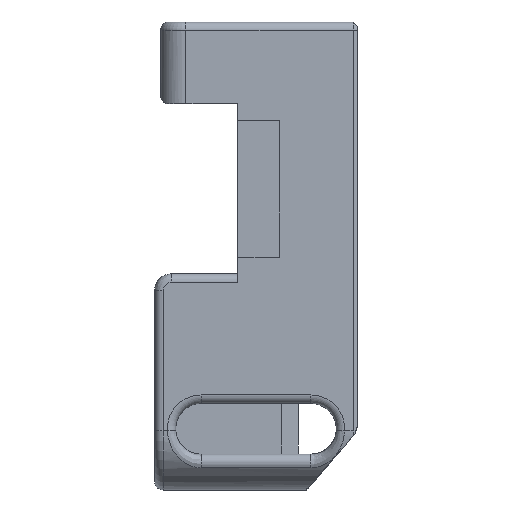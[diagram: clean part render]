
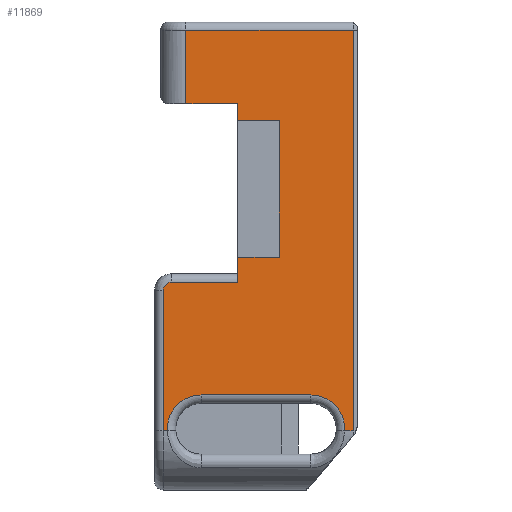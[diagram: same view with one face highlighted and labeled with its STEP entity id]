
A CAD part, front view. The second image highlights one B-rep face of the part: STEP entity #11869.
In plain terms, the highlighted planar face has unit normal (0, -1, 0).
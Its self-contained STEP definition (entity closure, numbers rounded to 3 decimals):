
#1039=PLANE('',#12984);
#1685=FACE_OUTER_BOUND('',#2364,.T.);
#2364=EDGE_LOOP('',(#11067,#11068,#11069,#11070,#11071,#11072,#11073,#11074,
#11075,#11076,#11077,#11078,#11079,#11080,#11081,#11082,#11083));
#2785=LINE('',#24434,#3817);
#2793=LINE('',#24453,#3825);
#2819=LINE('',#24552,#3851);
#2933=LINE('',#24932,#3965);
#2977=LINE('',#25101,#4009);
#2997=LINE('',#25142,#4029);
#3157=LINE('',#25617,#4189);
#3158=LINE('',#25618,#4190);
#3164=LINE('',#25632,#4196);
#3352=LINE('',#27499,#4384);
#3353=LINE('',#27508,#4385);
#3362=LINE('',#27554,#4394);
#3364=LINE('',#27559,#4396);
#3387=LINE('',#27933,#4419);
#3817=VECTOR('',#14363,10.);
#3825=VECTOR('',#14377,10.);
#3851=VECTOR('',#14483,10.);
#3965=VECTOR('',#14761,10.);
#4009=VECTOR('',#14863,10.);
#4029=VECTOR('',#14897,10.);
#4189=VECTOR('',#15287,10.);
#4190=VECTOR('',#15288,10.);
#4196=VECTOR('',#15302,10.);
#4384=VECTOR('',#15958,10.);
#4385=VECTOR('',#15961,10.);
#4394=VECTOR('',#15996,10.);
#4396=VECTOR('',#16002,10.);
#4419=VECTOR('',#16101,10.);
#4787=CIRCLE('',#12890,1.);
#4799=CIRCLE('',#12920,4.);
#4805=CIRCLE('',#12928,4.);
#5272=VERTEX_POINT('',#24431);
#5273=VERTEX_POINT('',#24433);
#5281=VERTEX_POINT('',#24451);
#5308=VERTEX_POINT('',#24531);
#5425=VERTEX_POINT('',#24929);
#5426=VERTEX_POINT('',#24931);
#5461=VERTEX_POINT('',#25098);
#5462=VERTEX_POINT('',#25100);
#5600=VERTEX_POINT('',#25615);
#5604=VERTEX_POINT('',#25631);
#5850=VERTEX_POINT('',#27489);
#5852=VERTEX_POINT('',#27498);
#5853=VERTEX_POINT('',#27507);
#5861=VERTEX_POINT('',#27548);
#5862=VERTEX_POINT('',#27550);
#5892=VERTEX_POINT('',#27809);
#5897=VERTEX_POINT('',#27928);
#6633=EDGE_CURVE('',#5272,#5273,#2785,.T.);
#6643=EDGE_CURVE('',#5281,#5272,#2793,.T.);
#6690=EDGE_CURVE('',#5273,#5308,#2819,.T.);
#6845=EDGE_CURVE('',#5425,#5426,#2933,.T.);
#6902=EDGE_CURVE('',#5461,#5462,#2977,.T.);
#6925=EDGE_CURVE('',#5462,#5425,#2997,.T.);
#7132=EDGE_CURVE('',#5600,#5461,#3157,.T.);
#7133=EDGE_CURVE('',#5426,#5281,#3158,.T.);
#7141=EDGE_CURVE('',#5308,#5604,#3164,.T.);
#7520=EDGE_CURVE('',#5850,#5852,#3352,.T.);
#7523=EDGE_CURVE('',#5604,#5853,#3353,.T.);
#7539=EDGE_CURVE('',#5862,#5861,#4787,.T.);
#7540=EDGE_CURVE('',#5861,#5600,#3362,.T.);
#7543=EDGE_CURVE('',#5852,#5862,#3364,.T.);
#7591=EDGE_CURVE('',#5892,#5850,#4799,.T.);
#7600=EDGE_CURVE('',#5853,#5897,#4805,.T.);
#7603=EDGE_CURVE('',#5897,#5892,#3387,.T.);
#11067=ORIENTED_EDGE('',*,*,#7132,.F.);
#11068=ORIENTED_EDGE('',*,*,#7540,.F.);
#11069=ORIENTED_EDGE('',*,*,#7539,.F.);
#11070=ORIENTED_EDGE('',*,*,#7543,.F.);
#11071=ORIENTED_EDGE('',*,*,#7520,.F.);
#11072=ORIENTED_EDGE('',*,*,#7591,.F.);
#11073=ORIENTED_EDGE('',*,*,#7603,.F.);
#11074=ORIENTED_EDGE('',*,*,#7600,.F.);
#11075=ORIENTED_EDGE('',*,*,#7523,.F.);
#11076=ORIENTED_EDGE('',*,*,#7141,.F.);
#11077=ORIENTED_EDGE('',*,*,#6690,.F.);
#11078=ORIENTED_EDGE('',*,*,#6633,.F.);
#11079=ORIENTED_EDGE('',*,*,#6643,.F.);
#11080=ORIENTED_EDGE('',*,*,#7133,.F.);
#11081=ORIENTED_EDGE('',*,*,#6845,.F.);
#11082=ORIENTED_EDGE('',*,*,#6925,.F.);
#11083=ORIENTED_EDGE('',*,*,#6902,.F.);
#11869=ADVANCED_FACE('',(#1685),#1039,.F.);
#12890=AXIS2_PLACEMENT_3D('',#27552,#15992,#15993);
#12920=AXIS2_PLACEMENT_3D('',#27811,#16076,#16077);
#12928=AXIS2_PLACEMENT_3D('',#27929,#16093,#16094);
#12984=AXIS2_PLACEMENT_3D('',#28711,#16231,#16232);
#14363=DIRECTION('',(0.,0.,1.));
#14377=DIRECTION('',(-1.,0.,0.));
#14483=DIRECTION('',(1.,0.,0.));
#14761=DIRECTION('',(-1.,0.,0.));
#14863=DIRECTION('',(1.,0.,0.));
#14897=DIRECTION('',(0.,0.,1.));
#15287=DIRECTION('',(0.,0.,1.));
#15288=DIRECTION('',(0.,0.,1.));
#15302=DIRECTION('',(0.,0.,-1.));
#15958=DIRECTION('',(-1.,0.,0.));
#15961=DIRECTION('',(-1.,0.,0.));
#15992=DIRECTION('center_axis',(0.,1.,0.));
#15993=DIRECTION('ref_axis',(-0.707,0.,0.707));
#15996=DIRECTION('',(1.,0.,0.));
#16002=DIRECTION('',(0.,0.,1.));
#16076=DIRECTION('center_axis',(0.,-1.,0.));
#16077=DIRECTION('ref_axis',(-0.736,0.,0.677));
#16093=DIRECTION('center_axis',(0.,-1.,0.));
#16094=DIRECTION('ref_axis',(0.736,0.,0.677));
#16101=DIRECTION('',(-1.,0.,0.));
#16231=DIRECTION('center_axis',(0.,1.,0.));
#16232=DIRECTION('ref_axis',(1.,0.,0.));
#24431=CARTESIAN_POINT('',(-69.079,106.942,22.864));
#24433=CARTESIAN_POINT('',(-69.079,106.942,31.564));
#24434=CARTESIAN_POINT('',(-69.079,106.942,9.315));
#24451=CARTESIAN_POINT('',(-62.929,106.942,22.864));
#24453=CARTESIAN_POINT('',(-71.079,106.942,22.864));
#24531=CARTESIAN_POINT('',(-49.279,106.942,31.564));
#24552=CARTESIAN_POINT('',(-64.179,106.942,31.564));
#24929=CARTESIAN_POINT('',(-58.029,106.942,20.914));
#24931=CARTESIAN_POINT('',(-62.929,106.942,20.914));
#24932=CARTESIAN_POINT('',(-57.154,106.942,20.914));
#25098=CARTESIAN_POINT('',(-62.929,106.942,4.714));
#25100=CARTESIAN_POINT('',(-58.029,106.942,4.714));
#25101=CARTESIAN_POINT('',(-59.604,106.942,4.714));
#25142=CARTESIAN_POINT('',(-58.029,106.942,-0.31));
#25615=CARTESIAN_POINT('',(-62.929,106.942,1.764));
#25617=CARTESIAN_POINT('',(-62.929,106.942,2.864));
#25618=CARTESIAN_POINT('',(-62.929,106.942,2.864));
#25631=CARTESIAN_POINT('',(-49.279,106.942,-15.833));
#25632=CARTESIAN_POINT('',(-49.279,106.942,13.615));
#27489=CARTESIAN_POINT('',(-71.271,106.942,-15.833));
#27498=CARTESIAN_POINT('',(-71.779,106.942,-15.833));
#27499=CARTESIAN_POINT('',(-54.779,106.942,-15.833));
#27507=CARTESIAN_POINT('',(-50.287,106.942,-15.833));
#27508=CARTESIAN_POINT('',(-54.779,106.942,-15.833));
#27548=CARTESIAN_POINT('',(-70.779,106.942,1.764));
#27550=CARTESIAN_POINT('',(-71.779,106.942,0.764));
#27552=CARTESIAN_POINT('Origin',(-70.779,106.942,0.764));
#27554=CARTESIAN_POINT('',(-65.779,106.942,1.764));
#27559=CARTESIAN_POINT('',(-71.779,106.942,-0.484));
#27809=CARTESIAN_POINT('',(-67.279,106.942,-11.586));
#27811=CARTESIAN_POINT('Origin',(-67.279,106.942,-15.586));
#27928=CARTESIAN_POINT('',(-54.279,106.942,-11.586));
#27929=CARTESIAN_POINT('Origin',(-54.279,106.942,-15.586));
#27933=CARTESIAN_POINT('',(-54.779,106.942,-11.586));
#28711=CARTESIAN_POINT('Origin',(-60.779,106.942,9.865));
